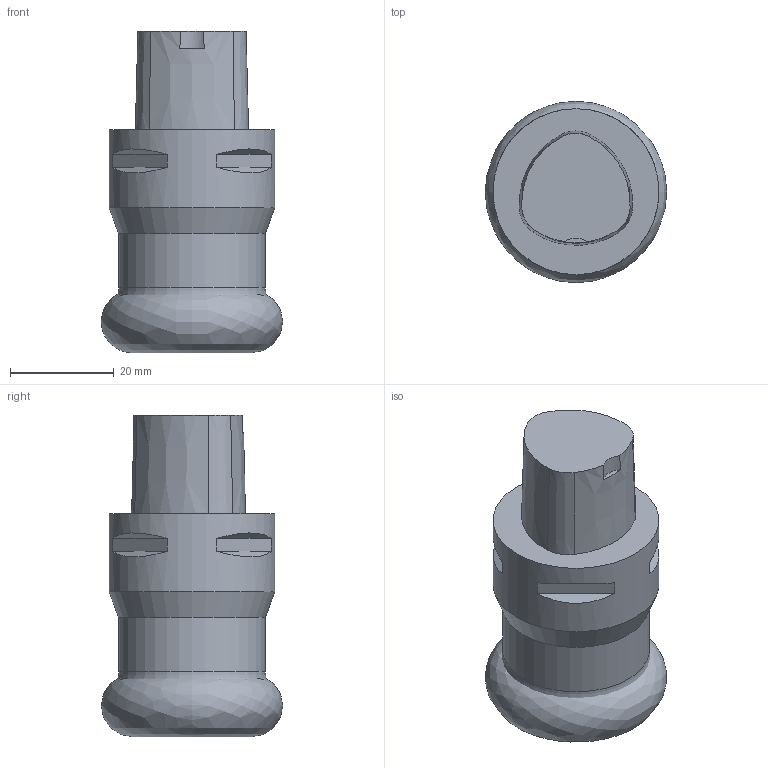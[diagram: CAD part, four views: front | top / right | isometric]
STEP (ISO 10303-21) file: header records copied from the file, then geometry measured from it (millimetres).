
FILE_DESCRIPTION(/* description */ (''),/* implementation_level */ '2;1');
FILE_NAME(/* name */ 'toolassembly_1.stp',/* time_stamp */ '2018-10-03T10:32:56+02:00',/* author */ (''),/* organization */ ('SMS'),/* preprocessor_version */ 'ST-DEVELOPER v15',/* originating_system */ 'SIEMENS PLM Software NX 8.5',/* authorisation */ '');
FILE_SCHEMA (('AUTOMOTIVE_DESIGN { 1 0 10303 214 3 1 1 1 }'));
Length unit declared in the file: millimetre
Products named in the file (4): ASSEMBLY_CONSTRUCTION; CUT_20181003103202; NOCUT_20181003103158; TOOLASSEMBLY_1
Assembly tree (3 placements, depth 2):
  TOOLASSEMBLY_1
    NOCUT_20181003103158
    CUT_20181003103202
    ASSEMBLY_CONSTRUCTION
Bounding box: 35 x 35 x 62 mm (x, y, z)
Volume: 44749.7 mm3; surface area: 9658.9 mm2
Topology: 2 solids, 2 shells, 35 faces, 77 edges, 59 vertices
Faces by surface type: plane 17, cone 9, torus 5, cylinder 3, bspline 1
Full cylindrical faces by diameter (mm): 28.299 x1, 32 x1
Entity records: 2639 total; most frequent: CARTESIAN_POINT 1707, DIRECTION 188, ORIENTED_EDGE 120, AXIS2_PLACEMENT_3D 83, EDGE_CURVE 60, EDGE_LOOP 50, VERTEX_POINT 45, ADVANCED_FACE 35
